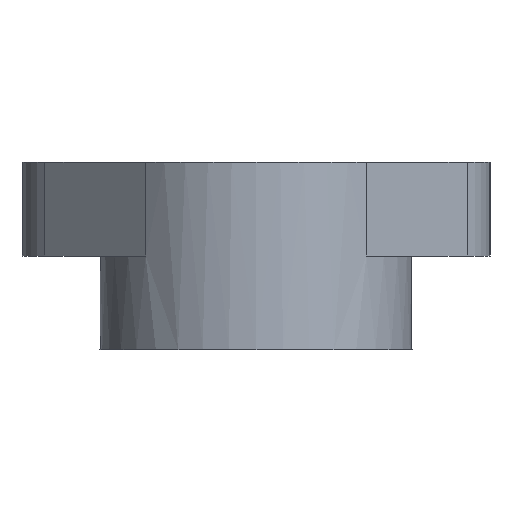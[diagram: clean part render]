
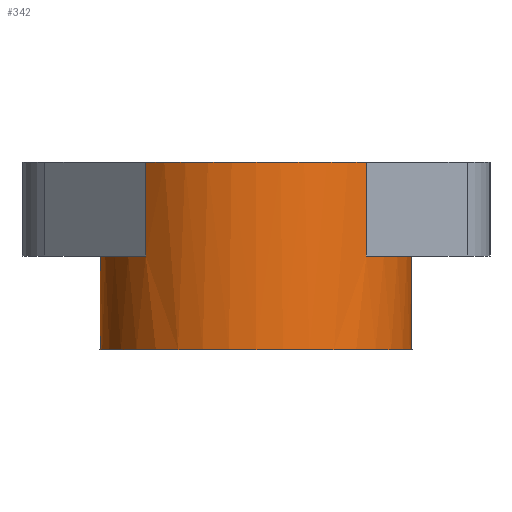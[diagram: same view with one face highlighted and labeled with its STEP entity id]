
A CAD part, left-side view. The second image highlights one B-rep face of the part: STEP entity #342.
In plain terms, the highlighted cylindrical face has radius 5 mm (diameter 10 mm), a full revolution.
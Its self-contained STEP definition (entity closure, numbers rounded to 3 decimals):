
#42=FACE_OUTER_BOUND('',#62,.T.);
#62=EDGE_LOOP('',(#282,#283,#284,#285,#286,#287,#288,#289));
#90=LINE('',#586,#118);
#91=LINE('',#590,#119);
#92=LINE('',#593,#120);
#118=VECTOR('',#482,10.);
#119=VECTOR('',#487,5.);
#120=VECTOR('',#490,10.);
#132=CIRCLE('',#370,5.);
#140=CIRCLE('',#386,5.);
#142=CIRCLE('',#392,5.);
#143=CIRCLE('',#393,5.);
#158=VERTEX_POINT('',#534);
#159=VERTEX_POINT('',#536);
#170=VERTEX_POINT('',#574);
#173=VERTEX_POINT('',#584);
#174=VERTEX_POINT('',#588);
#175=VERTEX_POINT('',#591);
#191=EDGE_CURVE('',#158,#159,#132,.T.);
#210=EDGE_CURVE('',#170,#170,#140,.T.);
#215=EDGE_CURVE('',#158,#173,#90,.T.);
#216=EDGE_CURVE('',#174,#173,#142,.T.);
#217=EDGE_CURVE('',#174,#170,#91,.T.);
#218=EDGE_CURVE('',#175,#174,#143,.T.);
#219=EDGE_CURVE('',#159,#175,#92,.T.);
#282=ORIENTED_EDGE('',*,*,#215,.T.);
#283=ORIENTED_EDGE('',*,*,#216,.F.);
#284=ORIENTED_EDGE('',*,*,#217,.T.);
#285=ORIENTED_EDGE('',*,*,#210,.F.);
#286=ORIENTED_EDGE('',*,*,#217,.F.);
#287=ORIENTED_EDGE('',*,*,#218,.F.);
#288=ORIENTED_EDGE('',*,*,#219,.F.);
#289=ORIENTED_EDGE('',*,*,#191,.F.);
#327=CYLINDRICAL_SURFACE('',#391,5.);
#342=ADVANCED_FACE('',(#42),#327,.T.);
#370=AXIS2_PLACEMENT_3D('',#537,#426,#427);
#386=AXIS2_PLACEMENT_3D('',#575,#469,#470);
#391=AXIS2_PLACEMENT_3D('',#587,#483,#484);
#392=AXIS2_PLACEMENT_3D('',#589,#485,#486);
#393=AXIS2_PLACEMENT_3D('',#592,#488,#489);
#426=DIRECTION('center_axis',(0.,0.,1.));
#427=DIRECTION('ref_axis',(-0.707,-0.707,0.));
#469=DIRECTION('center_axis',(0.,0.,-1.));
#470=DIRECTION('ref_axis',(-0.707,-0.707,0.));
#482=DIRECTION('',(0.,0.,1.));
#483=DIRECTION('center_axis',(0.,0.,1.));
#484=DIRECTION('ref_axis',(1.,0.,0.));
#485=DIRECTION('center_axis',(0.,0.,1.));
#486=DIRECTION('ref_axis',(1.,0.,0.));
#487=DIRECTION('',(0.,0.,-1.));
#488=DIRECTION('center_axis',(0.,0.,1.));
#489=DIRECTION('ref_axis',(1.,0.,0.));
#490=DIRECTION('',(0.,0.,1.));
#534=CARTESIAN_POINT('',(1.464,3.964,0.));
#536=CARTESIAN_POINT('',(1.464,11.036,0.));
#537=CARTESIAN_POINT('Origin',(5.,7.5,0.));
#574=CARTESIAN_POINT('',(0.,7.5,-3.));
#575=CARTESIAN_POINT('Origin',(5.,7.5,-3.));
#584=CARTESIAN_POINT('',(1.464,3.964,3.));
#586=CARTESIAN_POINT('',(1.464,3.964,0.));
#587=CARTESIAN_POINT('Origin',(5.,7.5,0.));
#588=CARTESIAN_POINT('',(0.,7.5,3.));
#589=CARTESIAN_POINT('Origin',(5.,7.5,3.));
#590=CARTESIAN_POINT('',(0.,7.5,0.));
#591=CARTESIAN_POINT('',(1.464,11.036,3.));
#592=CARTESIAN_POINT('Origin',(5.,7.5,3.));
#593=CARTESIAN_POINT('',(1.464,11.036,0.));
